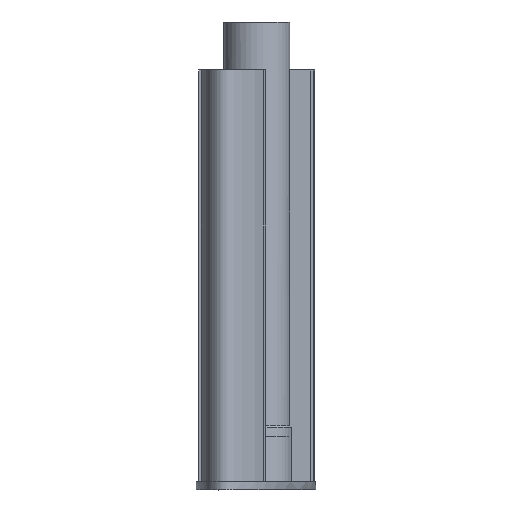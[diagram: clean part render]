
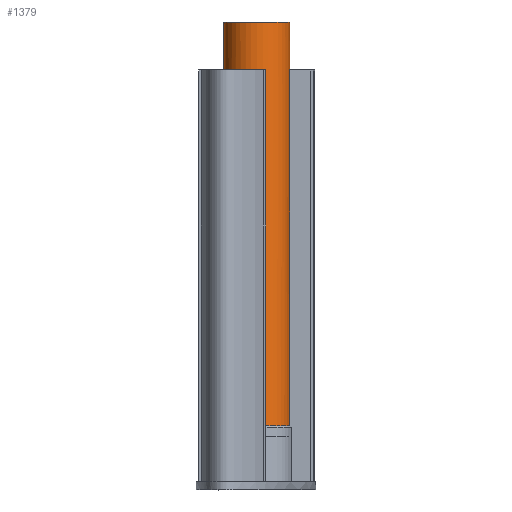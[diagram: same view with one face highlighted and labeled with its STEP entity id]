
A CAD part, left-side view. The second image highlights one B-rep face of the part: STEP entity #1379.
In plain terms, the highlighted cylindrical face has radius 11.75 mm (diameter 23.5 mm), a full revolution.
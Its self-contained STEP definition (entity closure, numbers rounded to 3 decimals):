
#123=CYLINDRICAL_SURFACE('',#1499,11.75);
#148=FACE_OUTER_BOUND('',#226,.T.);
#226=EDGE_LOOP('',(#1054,#1055,#1056,#1057,#1058,#1059,#1060,#1061,#1062,
#1063,#1064,#1065));
#318=LINE('',#2020,#452);
#340=LINE('',#2285,#474);
#341=LINE('',#2289,#475);
#342=LINE('',#2291,#476);
#343=LINE('',#2294,#477);
#452=VECTOR('',#1676,10.);
#474=VECTOR('',#1702,10.);
#475=VECTOR('',#1707,11.75);
#476=VECTOR('',#1708,10.);
#477=VECTOR('',#1711,10.);
#580=CIRCLE('',#1484,11.75);
#581=CIRCLE('',#1485,11.75);
#584=CIRCLE('',#1490,11.75);
#588=CIRCLE('',#1500,11.75);
#589=CIRCLE('',#1501,11.75);
#590=CIRCLE('',#1502,11.75);
#628=VERTEX_POINT('',#1979);
#630=VERTEX_POINT('',#1984);
#631=VERTEX_POINT('',#1986);
#635=VERTEX_POINT('',#2000);
#637=VERTEX_POINT('',#2003);
#642=VERTEX_POINT('',#2019);
#662=VERTEX_POINT('',#2283);
#663=VERTEX_POINT('',#2287);
#664=VERTEX_POINT('',#2290);
#665=VERTEX_POINT('',#2292);
#774=EDGE_CURVE('',#628,#630,#580,.T.);
#775=EDGE_CURVE('',#630,#631,#581,.T.);
#782=EDGE_CURVE('',#635,#637,#584,.T.);
#790=EDGE_CURVE('',#631,#642,#318,.T.);
#814=EDGE_CURVE('',#662,#635,#340,.T.);
#815=EDGE_CURVE('',#663,#663,#588,.T.);
#816=EDGE_CURVE('',#663,#630,#341,.T.);
#817=EDGE_CURVE('',#664,#628,#342,.T.);
#818=EDGE_CURVE('',#664,#665,#589,.T.);
#819=EDGE_CURVE('',#637,#665,#343,.T.);
#820=EDGE_CURVE('',#662,#642,#590,.T.);
#1054=ORIENTED_EDGE('',*,*,#815,.T.);
#1055=ORIENTED_EDGE('',*,*,#816,.T.);
#1056=ORIENTED_EDGE('',*,*,#774,.F.);
#1057=ORIENTED_EDGE('',*,*,#817,.F.);
#1058=ORIENTED_EDGE('',*,*,#818,.T.);
#1059=ORIENTED_EDGE('',*,*,#819,.F.);
#1060=ORIENTED_EDGE('',*,*,#782,.F.);
#1061=ORIENTED_EDGE('',*,*,#814,.F.);
#1062=ORIENTED_EDGE('',*,*,#820,.T.);
#1063=ORIENTED_EDGE('',*,*,#790,.F.);
#1064=ORIENTED_EDGE('',*,*,#775,.F.);
#1065=ORIENTED_EDGE('',*,*,#816,.F.);
#1379=ADVANCED_FACE('',(#148),#123,.T.);
#1484=AXIS2_PLACEMENT_3D('',#1985,#1643,#1644);
#1485=AXIS2_PLACEMENT_3D('',#1987,#1645,#1646);
#1490=AXIS2_PLACEMENT_3D('',#2004,#1658,#1659);
#1499=AXIS2_PLACEMENT_3D('',#2286,#1703,#1704);
#1500=AXIS2_PLACEMENT_3D('',#2288,#1705,#1706);
#1501=AXIS2_PLACEMENT_3D('',#2293,#1709,#1710);
#1502=AXIS2_PLACEMENT_3D('',#2295,#1712,#1713);
#1643=DIRECTION('center_axis',(0.,0.,-1.));
#1644=DIRECTION('ref_axis',(1.,0.,0.));
#1645=DIRECTION('center_axis',(0.,0.,-1.));
#1646=DIRECTION('ref_axis',(1.,0.,0.));
#1658=DIRECTION('center_axis',(0.,0.,-1.));
#1659=DIRECTION('ref_axis',(1.,0.,0.));
#1676=DIRECTION('',(0.,0.,1.));
#1702=DIRECTION('',(0.,0.,-1.));
#1703=DIRECTION('center_axis',(0.,0.,-1.));
#1704=DIRECTION('ref_axis',(1.,0.,0.));
#1705=DIRECTION('center_axis',(0.,0.,-1.));
#1706=DIRECTION('ref_axis',(-1.,0.,0.));
#1707=DIRECTION('',(0.,0.,-1.));
#1708=DIRECTION('',(0.,0.,-1.));
#1709=DIRECTION('center_axis',(0.,0.,1.));
#1710=DIRECTION('ref_axis',(-1.,0.,0.));
#1711=DIRECTION('',(0.,0.,1.));
#1712=DIRECTION('center_axis',(0.,0.,1.));
#1713=DIRECTION('ref_axis',(-1.,0.,0.));
#1979=CARTESIAN_POINT('',(97.451,-6.03,20.));
#1984=CARTESIAN_POINT('',(86.739,5.674,20.));
#1985=CARTESIAN_POINT('Origin',(98.489,5.674,20.));
#1986=CARTESIAN_POINT('',(97.462,17.379,20.));
#1987=CARTESIAN_POINT('Origin',(98.489,5.674,20.));
#2000=CARTESIAN_POINT('',(98.448,17.424,20.));
#2003=CARTESIAN_POINT('',(98.489,-6.076,20.));
#2004=CARTESIAN_POINT('Origin',(98.489,5.674,20.));
#2019=CARTESIAN_POINT('',(97.462,17.379,147.));
#2020=CARTESIAN_POINT('',(97.462,17.379,-4.));
#2283=CARTESIAN_POINT('',(98.448,17.424,147.));
#2285=CARTESIAN_POINT('',(98.448,17.424,-4.));
#2286=CARTESIAN_POINT('Origin',(98.489,5.674,-4.));
#2287=CARTESIAN_POINT('',(86.739,5.674,164.));
#2288=CARTESIAN_POINT('Origin',(98.489,5.674,164.));
#2289=CARTESIAN_POINT('',(86.739,5.674,-4.));
#2290=CARTESIAN_POINT('',(97.451,-6.03,147.));
#2291=CARTESIAN_POINT('',(97.451,-6.03,-4.));
#2292=CARTESIAN_POINT('',(98.489,-6.076,147.));
#2293=CARTESIAN_POINT('Origin',(98.489,5.674,147.));
#2294=CARTESIAN_POINT('',(98.489,-6.076,-4.));
#2295=CARTESIAN_POINT('Origin',(98.489,5.674,147.));
